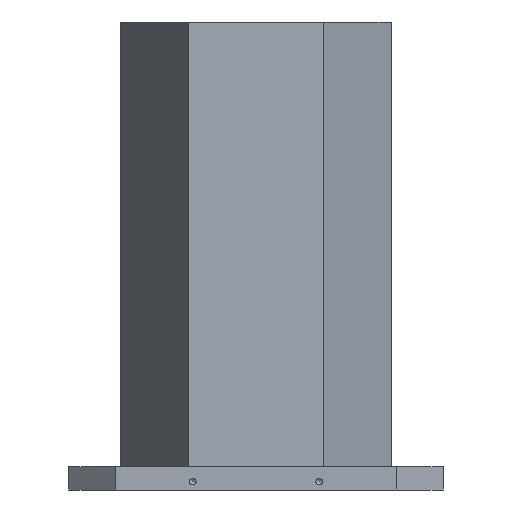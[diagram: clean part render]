
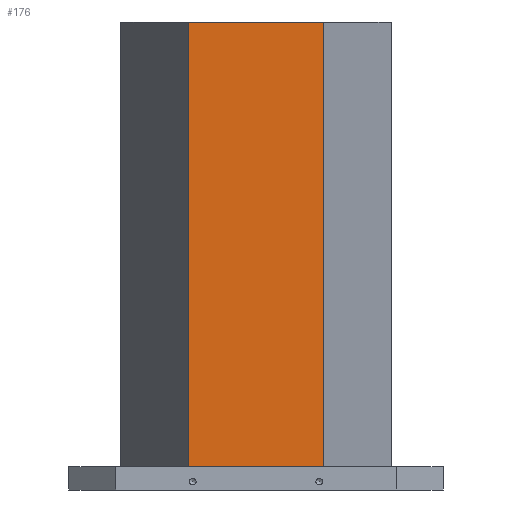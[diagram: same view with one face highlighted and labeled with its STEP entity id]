
A CAD part, front view. The second image highlights one B-rep face of the part: STEP entity #176.
In plain terms, the highlighted planar face has unit normal (0, -1, 0).
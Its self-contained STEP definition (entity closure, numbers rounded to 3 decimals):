
#176 = ADVANCED_FACE( '', ( #526 ), #527, .F. );
#526 = FACE_OUTER_BOUND( '', #1021, .T. );
#527 = PLANE( '', #1022 );
#1021 = EDGE_LOOP( '', ( #2281, #2282, #2283, #2284 ) );
#1022 = AXIS2_PLACEMENT_3D( '', #2285, #2286, #2287 );
#2281 = ORIENTED_EDGE( '', *, *, #3364, .F. );
#2282 = ORIENTED_EDGE( '', *, *, #3129, .F. );
#2283 = ORIENTED_EDGE( '', *, *, #3359, .T. );
#2284 = ORIENTED_EDGE( '', *, *, #3353, .T. );
#2285 = CARTESIAN_POINT( '', ( 144.338, -250., 1000. ) );
#2286 = DIRECTION( '', ( 0., 1., 0. ) );
#2287 = DIRECTION( '', ( -1., 0., 0. ) );
#3129 = EDGE_CURVE( '', #3826, #3828, #3829, .T. );
#3353 = EDGE_CURVE( '', #4186, #4187, #4188, .T. );
#3359 = EDGE_CURVE( '', #3826, #4186, #4198, .T. );
#3364 = EDGE_CURVE( '', #3828, #4187, #4203, .T. );
#3826 = VERTEX_POINT( '', #4803 );
#3828 = VERTEX_POINT( '', #4806 );
#3829 = LINE( '', #4807, #4808 );
#4186 = VERTEX_POINT( '', #5340 );
#4187 = VERTEX_POINT( '', #5341 );
#4188 = LINE( '', #5342, #5343 );
#4198 = LINE( '', #5358, #5359 );
#4203 = LINE( '', #5368, #5369 );
#4803 = CARTESIAN_POINT( '', ( -144.338, -250., 1000. ) );
#4806 = CARTESIAN_POINT( '', ( 144.338, -250., 1000. ) );
#4807 = CARTESIAN_POINT( '', ( 144.338, -250., 1000. ) );
#4808 = VECTOR( '', #5867, 1000. );
#5340 = CARTESIAN_POINT( '', ( -144.338, -250., 50. ) );
#5341 = CARTESIAN_POINT( '', ( 144.338, -250., 50. ) );
#5342 = CARTESIAN_POINT( '', ( -400., -250., 50. ) );
#5343 = VECTOR( '', #6187, 1000. );
#5358 = CARTESIAN_POINT( '', ( -144.338, -250., 1000. ) );
#5359 = VECTOR( '', #6193, 1000. );
#5368 = CARTESIAN_POINT( '', ( 144.338, -250., 1000. ) );
#5369 = VECTOR( '', #6198, 1000. );
#5867 = DIRECTION( '', ( 1., 0., 0. ) );
#6187 = DIRECTION( '', ( 1., 0., 0. ) );
#6193 = DIRECTION( '', ( 0., 0., -1. ) );
#6198 = DIRECTION( '', ( 0., 0., -1. ) );
